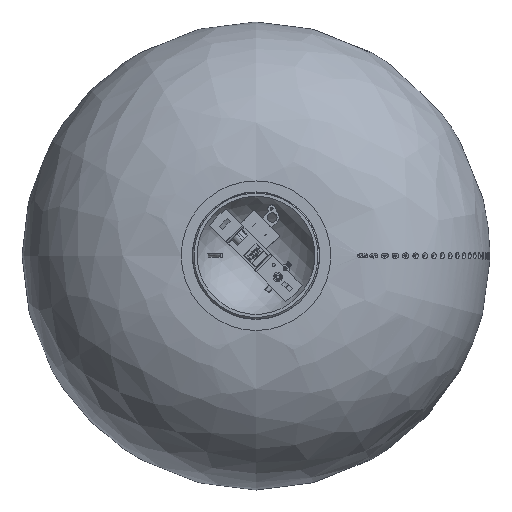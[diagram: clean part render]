
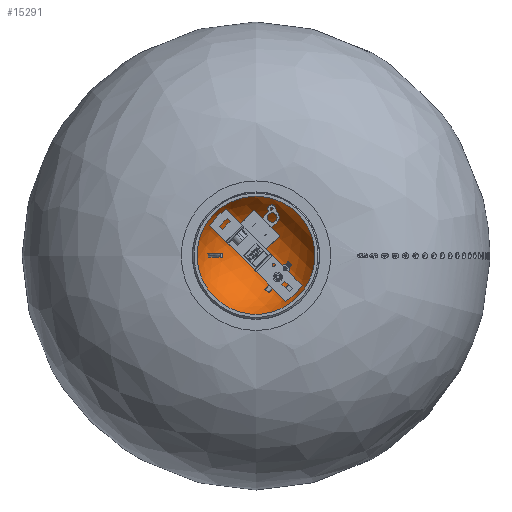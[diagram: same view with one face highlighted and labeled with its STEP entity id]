
A CAD part, top view. The second image highlights one B-rep face of the part: STEP entity #15291.
In plain terms, the highlighted spherical face has radius 66.383 mm.
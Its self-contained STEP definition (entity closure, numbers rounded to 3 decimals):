
#238=SPHERICAL_SURFACE('',#17382,66.383);
#746=B_SPLINE_CURVE_WITH_KNOTS('',3,(#26319,#26320,#26321,#26322,#26323,
#26324,#26325,#26326,#26327,#26328,#26329,#26330,#26331,#26332,#26333,#26334,
#26335,#26336,#26337,#26338),.UNSPECIFIED.,.F.,.F.,(4,2,2,2,2,2,2,2,2,4),
(0.,0.148,0.296,0.527,0.757,
0.999,1.241,1.392,1.467,1.542),
 .UNSPECIFIED.);
#747=B_SPLINE_CURVE_WITH_KNOTS('',3,(#26339,#26340,#26341,#26342,#26343,
#26344,#26345,#26346,#26347,#26348,#26349,#26350,#26351,#26352,#26353,#26354,
#26355,#26356,#26357,#26358),.UNSPECIFIED.,.F.,.F.,(4,2,2,2,2,2,2,2,2,4),
(1.542,1.617,1.692,1.843,2.085,
2.327,2.557,2.788,2.936,3.084),
 .UNSPECIFIED.);
#3244=FACE_BOUND('',#4569,.T.);
#3245=FACE_BOUND('',#4570,.T.);
#3638=FACE_OUTER_BOUND('',#4568,.T.);
#4568=EDGE_LOOP('',(#11659));
#4569=EDGE_LOOP('',(#11660,#11661));
#4570=EDGE_LOOP('',(#11662,#11663,#11664,#11665,#11666,#11667,#11668,#11669,
#11670,#11671,#11672,#11673,#11674));
#5616=CIRCLE('',#17347,66.375);
#5617=CIRCLE('',#17349,66.375);
#5618=CIRCLE('',#17351,66.375);
#5619=CIRCLE('',#17353,66.375);
#5621=CIRCLE('',#17356,3.);
#5623=CIRCLE('',#17358,3.);
#5625=CIRCLE('',#17360,3.);
#5627=CIRCLE('',#17362,3.);
#5631=CIRCLE('',#17369,6.609);
#5632=CIRCLE('',#17371,6.609);
#5633=CIRCLE('',#17373,66.375);
#5634=CIRCLE('',#17375,66.375);
#5636=CIRCLE('',#17378,6.609);
#5638=CIRCLE('',#17383,61.758);
#6630=VERTEX_POINT('',#26317);
#6631=VERTEX_POINT('',#26318);
#6635=VERTEX_POINT('',#26404);
#6637=VERTEX_POINT('',#26410);
#6638=VERTEX_POINT('',#26414);
#6640=VERTEX_POINT('',#26419);
#6643=VERTEX_POINT('',#26426);
#6645=VERTEX_POINT('',#26432);
#6646=VERTEX_POINT('',#26436);
#6648=VERTEX_POINT('',#26441);
#6652=VERTEX_POINT('',#26450);
#6653=VERTEX_POINT('',#26452);
#6656=VERTEX_POINT('',#26462);
#6658=VERTEX_POINT('',#26473);
#6660=VERTEX_POINT('',#26484);
#6662=VERTEX_POINT('',#26498);
#8442=EDGE_CURVE('',#6630,#6631,#746,.T.);
#8443=EDGE_CURVE('',#6631,#6630,#747,.T.);
#8450=EDGE_CURVE('',#6637,#6635,#5616,.T.);
#8452=EDGE_CURVE('',#6638,#6640,#5617,.T.);
#8458=EDGE_CURVE('',#6645,#6643,#5618,.T.);
#8460=EDGE_CURVE('',#6646,#6648,#5619,.T.);
#8465=EDGE_CURVE('',#6652,#6653,#5621,.T.);
#8468=EDGE_CURVE('',#6640,#6637,#5623,.T.);
#8470=EDGE_CURVE('',#6648,#6645,#5625,.T.);
#8473=EDGE_CURVE('',#6656,#6652,#5627,.T.);
#8478=EDGE_CURVE('',#6658,#6643,#5631,.T.);
#8480=EDGE_CURVE('',#6646,#6635,#5632,.T.);
#8481=EDGE_CURVE('',#6658,#6656,#5633,.T.);
#8484=EDGE_CURVE('',#6653,#6660,#5634,.T.);
#8486=EDGE_CURVE('',#6638,#6660,#5636,.T.);
#8488=EDGE_CURVE('',#6662,#6662,#5638,.T.);
#11659=ORIENTED_EDGE('',*,*,#8488,.F.);
#11660=ORIENTED_EDGE('',*,*,#8442,.T.);
#11661=ORIENTED_EDGE('',*,*,#8443,.T.);
#11662=ORIENTED_EDGE('',*,*,#8478,.T.);
#11663=ORIENTED_EDGE('',*,*,#8458,.F.);
#11664=ORIENTED_EDGE('',*,*,#8470,.F.);
#11665=ORIENTED_EDGE('',*,*,#8460,.F.);
#11666=ORIENTED_EDGE('',*,*,#8480,.T.);
#11667=ORIENTED_EDGE('',*,*,#8450,.F.);
#11668=ORIENTED_EDGE('',*,*,#8468,.F.);
#11669=ORIENTED_EDGE('',*,*,#8452,.F.);
#11670=ORIENTED_EDGE('',*,*,#8486,.T.);
#11671=ORIENTED_EDGE('',*,*,#8484,.F.);
#11672=ORIENTED_EDGE('',*,*,#8465,.F.);
#11673=ORIENTED_EDGE('',*,*,#8473,.F.);
#11674=ORIENTED_EDGE('',*,*,#8481,.F.);
#15291=ADVANCED_FACE('',(#3638,#3244,#3245),#238,.F.);
#17347=AXIS2_PLACEMENT_3D('',#26412,#20218,#20219);
#17349=AXIS2_PLACEMENT_3D('',#26420,#20222,#20223);
#17351=AXIS2_PLACEMENT_3D('',#26434,#20230,#20231);
#17353=AXIS2_PLACEMENT_3D('',#26442,#20234,#20235);
#17356=AXIS2_PLACEMENT_3D('',#26453,#20243,#20244);
#17358=AXIS2_PLACEMENT_3D('',#26457,#20248,#20249);
#17360=AXIS2_PLACEMENT_3D('',#26459,#20252,#20253);
#17362=AXIS2_PLACEMENT_3D('',#26464,#20257,#20258);
#17369=AXIS2_PLACEMENT_3D('',#26474,#20272,#20273);
#17371=AXIS2_PLACEMENT_3D('',#26479,#20276,#20277);
#17373=AXIS2_PLACEMENT_3D('',#26481,#20280,#20281);
#17375=AXIS2_PLACEMENT_3D('',#26489,#20285,#20286);
#17378=AXIS2_PLACEMENT_3D('',#26492,#20291,#20292);
#17382=AXIS2_PLACEMENT_3D('',#26497,#20299,#20300);
#17383=AXIS2_PLACEMENT_3D('',#26499,#20301,#20302);
#20218=DIRECTION('center_axis',(-0.866,0.,0.5));
#20219=DIRECTION('ref_axis',(0.,1.,0.));
#20222=DIRECTION('center_axis',(0.866,0.,-0.5));
#20223=DIRECTION('ref_axis',(0.,-1.,0.));
#20230=DIRECTION('center_axis',(0.866,0.,0.5));
#20231=DIRECTION('ref_axis',(0.,1.,0.));
#20234=DIRECTION('center_axis',(-0.866,0.,-0.5));
#20235=DIRECTION('ref_axis',(0.,-1.,0.));
#20243=DIRECTION('center_axis',(0.,1.,0.));
#20244=DIRECTION('ref_axis',(1.,0.,0.));
#20248=DIRECTION('center_axis',(0.,1.,0.));
#20249=DIRECTION('ref_axis',(1.,0.,0.));
#20252=DIRECTION('center_axis',(0.,1.,0.));
#20253=DIRECTION('ref_axis',(1.,0.,0.));
#20257=DIRECTION('center_axis',(0.,1.,0.));
#20258=DIRECTION('ref_axis',(1.,0.,0.));
#20272=DIRECTION('center_axis',(0.,-1.,0.));
#20273=DIRECTION('ref_axis',(1.,0.,0.));
#20276=DIRECTION('center_axis',(0.,-1.,0.));
#20277=DIRECTION('ref_axis',(1.,0.,0.));
#20280=DIRECTION('center_axis',(0.,0.,1.));
#20281=DIRECTION('ref_axis',(0.,-1.,0.));
#20285=DIRECTION('center_axis',(0.,0.,-1.));
#20286=DIRECTION('ref_axis',(0.,1.,0.));
#20291=DIRECTION('center_axis',(0.,-1.,0.));
#20292=DIRECTION('ref_axis',(1.,0.,0.));
#20299=DIRECTION('center_axis',(0.,0.,1.));
#20300=DIRECTION('ref_axis',(1.,0.,0.));
#20301=DIRECTION('center_axis',(0.,-1.,0.));
#20302=DIRECTION('ref_axis',(1.,0.,0.));
#26317=CARTESIAN_POINT('',(-46.,-23.516,0.));
#26318=CARTESIAN_POINT('',(-54.,-14.265,0.));
#26319=CARTESIAN_POINT('Ctrl Pts',(-46.,-23.516,0.));
#26320=CARTESIAN_POINT('Ctrl Pts',(-46.,-23.516,0.493));
#26321=CARTESIAN_POINT('Ctrl Pts',(-46.097,-23.415,1.001));
#26322=CARTESIAN_POINT('Ctrl Pts',(-46.448,-23.046,1.902));
#26323=CARTESIAN_POINT('Ctrl Pts',(-46.7,-22.78,2.297));
#26324=CARTESIAN_POINT('Ctrl Pts',(-47.375,-22.06,
3.083));
#26325=CARTESIAN_POINT('Ctrl Pts',(-47.881,-21.512,
3.442));
#26326=CARTESIAN_POINT('Ctrl Pts',(-48.942,-20.341,
3.9));
#26327=CARTESIAN_POINT('Ctrl Pts',(-49.496,-19.717,
4.));
#26328=CARTESIAN_POINT('Ctrl Pts',(-50.53,-18.528,
4.));
#26329=CARTESIAN_POINT('Ctrl Pts',(-51.097,-17.861,
3.891));
#26330=CARTESIAN_POINT('Ctrl Pts',(-52.163,-16.579,
3.415));
#26331=CARTESIAN_POINT('Ctrl Pts',(-52.662,-15.964,
3.051));
#26332=CARTESIAN_POINT('Ctrl Pts',(-53.316,-15.142,
2.271));
#26333=CARTESIAN_POINT('Ctrl Pts',(-53.558,-14.833,
1.888));
#26334=CARTESIAN_POINT('Ctrl Pts',(-53.815,-14.503,1.225));
#26335=CARTESIAN_POINT('Ctrl Pts',(-53.884,-14.415,
0.989));
#26336=CARTESIAN_POINT('Ctrl Pts',(-53.976,-14.295,
0.502));
#26337=CARTESIAN_POINT('Ctrl Pts',(-54.,-14.265,0.251));
#26338=CARTESIAN_POINT('Ctrl Pts',(-54.,-14.265,0.));
#26339=CARTESIAN_POINT('Ctrl Pts',(-54.,-14.265,0.));
#26340=CARTESIAN_POINT('Ctrl Pts',(-54.,-14.265,-0.251));
#26341=CARTESIAN_POINT('Ctrl Pts',(-53.976,-14.295,
-0.502));
#26342=CARTESIAN_POINT('Ctrl Pts',(-53.884,-14.415,
-0.989));
#26343=CARTESIAN_POINT('Ctrl Pts',(-53.815,-14.503,-1.225));
#26344=CARTESIAN_POINT('Ctrl Pts',(-53.558,-14.833,
-1.888));
#26345=CARTESIAN_POINT('Ctrl Pts',(-53.316,-15.142,
-2.271));
#26346=CARTESIAN_POINT('Ctrl Pts',(-52.662,-15.964,
-3.051));
#26347=CARTESIAN_POINT('Ctrl Pts',(-52.163,-16.579,
-3.415));
#26348=CARTESIAN_POINT('Ctrl Pts',(-51.097,-17.861,
-3.891));
#26349=CARTESIAN_POINT('Ctrl Pts',(-50.53,-18.528,
-4.));
#26350=CARTESIAN_POINT('Ctrl Pts',(-49.496,-19.717,
-4.));
#26351=CARTESIAN_POINT('Ctrl Pts',(-48.942,-20.341,
-3.9));
#26352=CARTESIAN_POINT('Ctrl Pts',(-47.881,-21.512,
-3.442));
#26353=CARTESIAN_POINT('Ctrl Pts',(-47.375,-22.06,
-3.083));
#26354=CARTESIAN_POINT('Ctrl Pts',(-46.7,-22.78,-2.297));
#26355=CARTESIAN_POINT('Ctrl Pts',(-46.448,-23.046,-1.902));
#26356=CARTESIAN_POINT('Ctrl Pts',(-46.097,-23.415,-1.001));
#26357=CARTESIAN_POINT('Ctrl Pts',(-46.,-23.516,-0.493));
#26358=CARTESIAN_POINT('Ctrl Pts',(-46.,-23.516,0.));
#26404=CARTESIAN_POINT('',(4.132,-41.708,5.158));
#26410=CARTESIAN_POINT('',(2.28,-41.97,1.949));
#26412=CARTESIAN_POINT('Origin',(0.866,24.344,-0.5));
#26414=CARTESIAN_POINT('',(2.4,-41.708,6.158));
#26419=CARTESIAN_POINT('',(0.548,-41.97,2.949));
#26420=CARTESIAN_POINT('Origin',(-0.866,24.344,0.5));
#26426=CARTESIAN_POINT('',(2.4,-41.708,-6.158));
#26432=CARTESIAN_POINT('',(0.548,-41.97,-2.949));
#26434=CARTESIAN_POINT('Origin',(-0.866,24.344,-0.5));
#26436=CARTESIAN_POINT('',(4.132,-41.708,-5.158));
#26441=CARTESIAN_POINT('',(2.28,-41.97,-1.949));
#26442=CARTESIAN_POINT('Origin',(0.866,24.344,0.5));
#26450=CARTESIAN_POINT('',(-3.,-41.97,0.));
#26452=CARTESIAN_POINT('',(-2.828,-41.97,1.));
#26453=CARTESIAN_POINT('Origin',(0.,-41.97,0.));
#26457=CARTESIAN_POINT('Origin',(0.,-41.97,0.));
#26459=CARTESIAN_POINT('Origin',(0.,-41.97,0.));
#26462=CARTESIAN_POINT('',(-2.828,-41.97,-1.));
#26464=CARTESIAN_POINT('Origin',(0.,-41.97,0.));
#26473=CARTESIAN_POINT('',(-6.533,-41.708,-1.));
#26474=CARTESIAN_POINT('Origin',(0.,-41.708,0.));
#26479=CARTESIAN_POINT('Origin',(0.,-41.708,0.));
#26481=CARTESIAN_POINT('Origin',(0.,24.344,-1.));
#26484=CARTESIAN_POINT('',(-6.533,-41.708,1.));
#26489=CARTESIAN_POINT('Origin',(0.,24.344,1.));
#26492=CARTESIAN_POINT('Origin',(0.,-41.708,0.));
#26497=CARTESIAN_POINT('Origin',(0.,24.344,0.));
#26498=CARTESIAN_POINT('',(61.758,0.,0.));
#26499=CARTESIAN_POINT('Origin',(0.,0.,0.));
